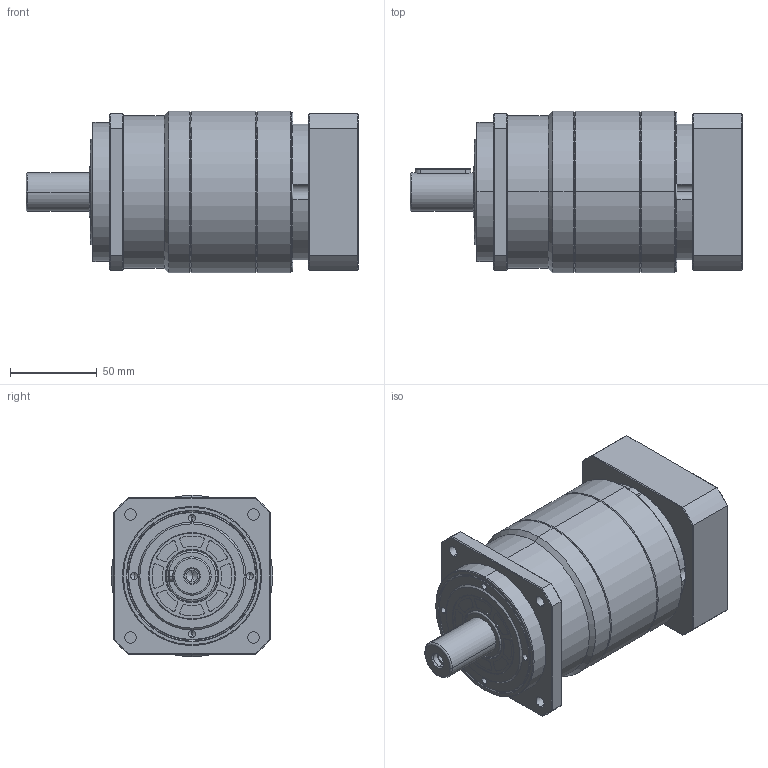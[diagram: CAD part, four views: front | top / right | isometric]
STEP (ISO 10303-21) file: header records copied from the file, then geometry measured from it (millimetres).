
FILE_DESCRIPTION (( 'STEP AP203' ), '1' );
FILE_NAME ('AS90L2-70-19-49-M5-90.STEP', '2022-12-07T00:03:19', ( 'PC' ), ( 'Microsoft' ), 'SwSTEP 2.0', 'SolidWorks 2016', '' );
FILE_SCHEMA (( 'CONFIG_CONTROL_DESIGN' ));
Length unit declared in the file: millimetre
Products named in the file (17): plain parallel keys_GB_CONNECTING_PIECE_KEYS_CSK 6X32; hexagon socket head cap screws gb_GB_FASTENER_SCREWS_HSHCS M6X60-N; AKS90二级齿圈外形图; 標杶AKB90 D19; AS90L2-70-19-49-M5-90; hexagon socket head cap screws gb_GB_FASTENER_SCREWS_HSHCS M6X20-N; AKS90一级齿圈外形图; spring lock washers--normal type gb_GB_FASTENER_WASHER_SW 5; KB90一级整体太阳轮D19外形图; hexagon socket head cap screws gb_GB_FASTENER_SCREWS_HSHCS M5X20-N; AKS90怀堤粣俋倛芞; hex socket set screws with flat point gb_GB_FASTENER_SCREWS_HSFP M12X12-N; AKS90笢潔楊擘俋倛芞; AKS90坶踡蹟譫M75X1.5; 萇儂楊擘AKB90 D70-M5-90F90H28.5; 蚐猾30X50X7; spring lock washers--normal type gb_GB_FASTENER_WASHER_SW 6
Assembly tree (32 placements, depth 2):
  AS90L2-70-19-49-M5-90
    AKS90一级齿圈外形图
    KB90一级整体太阳轮D19外形图
    AKS90怀堤粣俋倛芞
    AKS90笢潔楊擘俋倛芞
    萇儂楊擘AKB90 D70-M5-90F90H28.5
    spring lock washers--normal type gb_GB_FASTENER_WASHER_SW 6  x4
    hexagon socket head cap screws gb_GB_FASTENER_SCREWS_HSHCS M6X60-N  x4
    標杶AKB90 D19
    hexagon socket head cap screws gb_GB_FASTENER_SCREWS_HSHCS M6X20-N
    spring lock washers--normal type gb_GB_FASTENER_WASHER_SW 5  x6
    hexagon socket head cap screws gb_GB_FASTENER_SCREWS_HSHCS M5X20-N  x6
    hex socket set screws with flat point gb_GB_FASTENER_SCREWS_HSFP M12X12-N
    AKS90坶踡蹟譫M75X1.5
    蚐猾30X50X7
    plain parallel keys_GB_CONNECTING_PIECE_KEYS_CSK 6X32
    AKS90二级齿圈外形图
Bounding box: 191 x 93 x 93 mm (x, y, z)
Volume: 886308.5 mm3; surface area: 164148.2 mm2
Topology: 32 solids, 32 shells, 930 faces, 2244 edges, 1382 vertices
Faces by surface type: plane 360, cylinder 351, cone 181, torus 38
Entity records: 21794 total; most frequent: CARTESIAN_POINT 3810, DIRECTION 3573, ORIENTED_EDGE 3116, EDGE_CURVE 1558, AXIS2_PLACEMENT_3D 1447, VERTEX_POINT 990, CIRCLE 762, EDGE_LOOP 750
